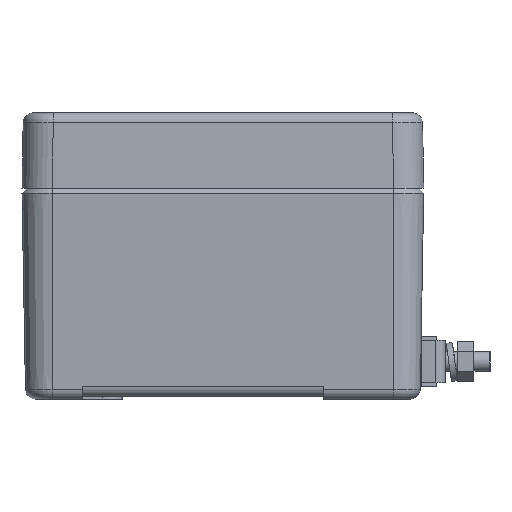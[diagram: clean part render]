
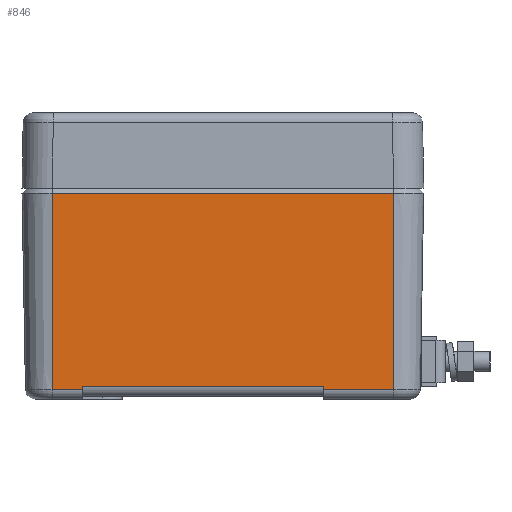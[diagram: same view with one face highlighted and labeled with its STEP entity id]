
A CAD part, left-side view. The second image highlights one B-rep face of the part: STEP entity #846.
In plain terms, the highlighted planar face has unit normal (-1, 0, -0.018).
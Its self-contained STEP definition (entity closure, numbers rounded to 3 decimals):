
#801=AXIS2_PLACEMENT_3D('Plane Axis2P3D',#798,#799,#800) ;
#343=CARTESIAN_POINT('Vertex',(0.681,33.203,1.965)) ;
#346=CARTESIAN_POINT('Line Origine',(0.677,33.203,2.215)) ;
#350=CARTESIAN_POINT('Vertex',(0.673,33.203,2.465)) ;
#421=CARTESIAN_POINT('Vertex',(0.673,81.203,2.465)) ;
#431=CARTESIAN_POINT('Line Origine',(0.673,53.203,2.465)) ;
#455=CARTESIAN_POINT('Line Origine',(0.677,81.203,2.215)) ;
#459=CARTESIAN_POINT('Vertex',(0.681,81.203,1.965)) ;
#798=CARTESIAN_POINT('Axis2P3D Location',(0.,53.203,41.)) ;
#803=CARTESIAN_POINT('Line Origine',(0.681,53.203,1.965)) ;
#807=CARTESIAN_POINT('Vertex',(0.681,87.203,1.965)) ;
#810=CARTESIAN_POINT('Line Origine',(0.681,53.203,1.965)) ;
#814=CARTESIAN_POINT('Vertex',(0.681,19.203,1.965)) ;
#817=CARTESIAN_POINT('Line Origine',(0.358,19.203,20.5)) ;
#821=CARTESIAN_POINT('Vertex',(0.,19.203,41.)) ;
#824=CARTESIAN_POINT('Line Origine',(0.,53.203,41.)) ;
#828=CARTESIAN_POINT('Vertex',(0.,87.203,41.)) ;
#831=CARTESIAN_POINT('Line Origine',(0.358,87.203,20.5)) ;
#347=DIRECTION('Vector Direction',(0.017,0.,-1.)) ;
#432=DIRECTION('Vector Direction',(0.,1.,0.)) ;
#456=DIRECTION('Vector Direction',(0.017,0.,-1.)) ;
#799=DIRECTION('Axis2P3D Direction',(1.,0.,0.017)) ;
#800=DIRECTION('Axis2P3D XDirection',(0.,1.,0.)) ;
#804=DIRECTION('Vector Direction',(0.,1.,0.)) ;
#811=DIRECTION('Vector Direction',(0.,1.,0.)) ;
#818=DIRECTION('Vector Direction',(-0.017,0.,1.)) ;
#825=DIRECTION('Vector Direction',(0.,1.,0.)) ;
#832=DIRECTION('Vector Direction',(-0.017,0.,1.)) ;
#348=VECTOR('Line Direction',#347,1.) ;
#433=VECTOR('Line Direction',#432,1.) ;
#457=VECTOR('Line Direction',#456,1.) ;
#805=VECTOR('Line Direction',#804,1.) ;
#812=VECTOR('Line Direction',#811,1.) ;
#819=VECTOR('Line Direction',#818,1.) ;
#826=VECTOR('Line Direction',#825,1.) ;
#833=VECTOR('Line Direction',#832,1.) ;
#837=ORIENTED_EDGE('',*,*,#809,.F.) ;
#838=ORIENTED_EDGE('',*,*,#461,.F.) ;
#839=ORIENTED_EDGE('',*,*,#435,.F.) ;
#840=ORIENTED_EDGE('',*,*,#352,.F.) ;
#841=ORIENTED_EDGE('',*,*,#816,.F.) ;
#842=ORIENTED_EDGE('',*,*,#823,.F.) ;
#843=ORIENTED_EDGE('',*,*,#830,.F.) ;
#844=ORIENTED_EDGE('',*,*,#835,.T.) ;
#846=ADVANCED_FACE('Body',(#845),#802,.F.) ;
#352=EDGE_CURVE('',#344,#351,#349,.F.) ;
#435=EDGE_CURVE('',#351,#422,#434,.T.) ;
#461=EDGE_CURVE('',#422,#460,#458,.T.) ;
#809=EDGE_CURVE('',#460,#808,#806,.T.) ;
#816=EDGE_CURVE('',#815,#344,#813,.T.) ;
#823=EDGE_CURVE('',#822,#815,#820,.F.) ;
#830=EDGE_CURVE('',#829,#822,#827,.F.) ;
#835=EDGE_CURVE('',#829,#808,#834,.F.) ;
#836=EDGE_LOOP('',(#837,#838,#839,#840,#841,#842,#843,#844)) ;
#845=FACE_OUTER_BOUND('',#836,.T.) ;
#349=LINE('Line',#346,#348) ;
#434=LINE('Line',#431,#433) ;
#458=LINE('Line',#455,#457) ;
#806=LINE('Line',#803,#805) ;
#813=LINE('Line',#810,#812) ;
#820=LINE('Line',#817,#819) ;
#827=LINE('Line',#824,#826) ;
#834=LINE('Line',#831,#833) ;
#802=PLANE('',#801) ;
#344=VERTEX_POINT('',#343) ;
#351=VERTEX_POINT('',#350) ;
#422=VERTEX_POINT('',#421) ;
#460=VERTEX_POINT('',#459) ;
#808=VERTEX_POINT('',#807) ;
#815=VERTEX_POINT('',#814) ;
#822=VERTEX_POINT('',#821) ;
#829=VERTEX_POINT('',#828) ;
